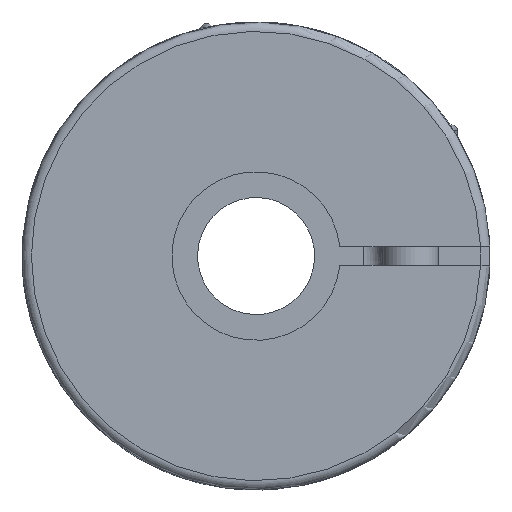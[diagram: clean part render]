
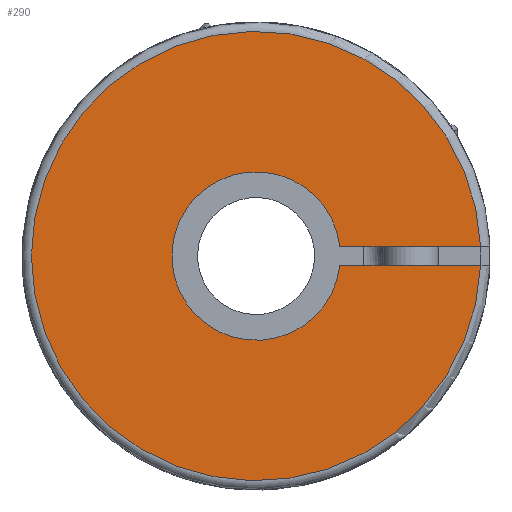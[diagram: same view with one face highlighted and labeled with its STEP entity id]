
A CAD part, left-side view. The second image highlights one B-rep face of the part: STEP entity #290.
In plain terms, the highlighted planar face has unit normal (-1, 0, 0).
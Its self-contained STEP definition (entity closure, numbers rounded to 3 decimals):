
#290 = ADVANCED_FACE( '', ( #761 ), #762, .T. );
#761 = FACE_OUTER_BOUND( '', #1448, .T. );
#762 = PLANE( '', #1449 );
#1448 = EDGE_LOOP( '', ( #2310, #2311, #2312, #2313 ) );
#1449 = AXIS2_PLACEMENT_3D( '', #2314, #2315, #2316 );
#2310 = ORIENTED_EDGE( '', *, *, #4115, .T. );
#2311 = ORIENTED_EDGE( '', *, *, #4116, .T. );
#2312 = ORIENTED_EDGE( '', *, *, #4117, .F. );
#2313 = ORIENTED_EDGE( '', *, *, #4118, .T. );
#2314 = CARTESIAN_POINT( '', ( 0., 0., 4.25 ) );
#2315 = DIRECTION( '', ( -1., 0., 0. ) );
#2316 = DIRECTION( '', ( 0., 0., 1. ) );
#4115 = EDGE_CURVE( '', #5011, #5012, #5013, .T. );
#4116 = EDGE_CURVE( '', #5012, #5014, #5015, .F. );
#4117 = EDGE_CURVE( '', #5016, #5014, #5017, .T. );
#4118 = EDGE_CURVE( '', #5016, #5011, #5018, .T. );
#5011 = VERTEX_POINT( '', #6321 );
#5012 = VERTEX_POINT( '', #6322 );
#5013 = LINE( '', #6323, #6324 );
#5014 = VERTEX_POINT( '', #6325 );
#5015 = CIRCLE( '', #6326, 9. );
#5016 = VERTEX_POINT( '', #6327 );
#5017 = LINE( '', #6328, #6329 );
#5018 = CIRCLE( '', #6330, 24. );
#6321 = CARTESIAN_POINT( '', ( 0., -23.979, -1. ) );
#6322 = CARTESIAN_POINT( '', ( 0., -8.944, -1. ) );
#6323 = CARTESIAN_POINT( '', ( 0., -73.025, -1. ) );
#6324 = VECTOR( '', #8159, 1000. );
#6325 = CARTESIAN_POINT( '', ( 0., -8.944, 1. ) );
#6326 = AXIS2_PLACEMENT_3D( '', #8160, #8161, #8162 );
#6327 = CARTESIAN_POINT( '', ( 0., -23.979, 1. ) );
#6328 = CARTESIAN_POINT( '', ( 0., -73.025, 1. ) );
#6329 = VECTOR( '', #8163, 1000. );
#6330 = AXIS2_PLACEMENT_3D( '', #8164, #8165, #8166 );
#8159 = DIRECTION( '', ( 0., 1., 0. ) );
#8160 = CARTESIAN_POINT( '', ( 0., 0., 0. ) );
#8161 = DIRECTION( '', ( -1., 0., 0. ) );
#8162 = DIRECTION( '', ( 0., 0., 1. ) );
#8163 = DIRECTION( '', ( 0., 1., 0. ) );
#8164 = CARTESIAN_POINT( '', ( 0., 0., 0. ) );
#8165 = DIRECTION( '', ( -1., 0., 0. ) );
#8166 = DIRECTION( '', ( 0., 0., 1. ) );
